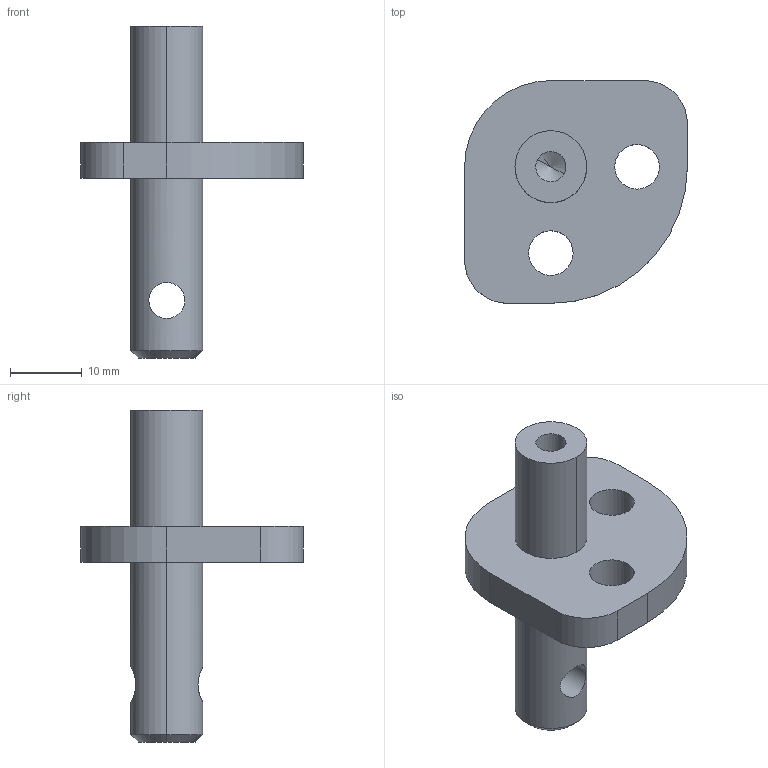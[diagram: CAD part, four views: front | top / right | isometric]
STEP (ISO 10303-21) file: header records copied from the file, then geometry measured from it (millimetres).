
FILE_DESCRIPTION(('CATIA V5 STEP Exchange'),'2;1');
FILE_NAME('Base charniere CH alu femelle AR - 04 - Orientation D5.stp','2017-05-20T10:12:47+00:00',('none'),('none'),'CATIA Version 5 Release 16 (IN-10)','CATIA V5 STEP AP203','none');
FILE_SCHEMA(('CONFIG_CONTROL_DESIGN'));
Length unit declared in the file: millimetre
Products named in the file (1): Base charniere CH alu femelle AR - 04 - Orientation D5
Bounding box: 31 x 31 x 46.2 mm (x, y, z)
Volume: 6743.3 mm3; surface area: 3817.3 mm2
Topology: 1 solids, 1 shells, 28 faces, 68 edges, 43 vertices
Faces by surface type: cylinder 16, plane 8, cone 4
Entity records: 865 total; most frequent: CARTESIAN_POINT 199, ORIENTED_EDGE 132, DIRECTION 104, EDGE_CURVE 66, AXIS2_PLACEMENT_3D 52, VERTEX_POINT 43, EDGE_LOOP 37, VECTOR 32
